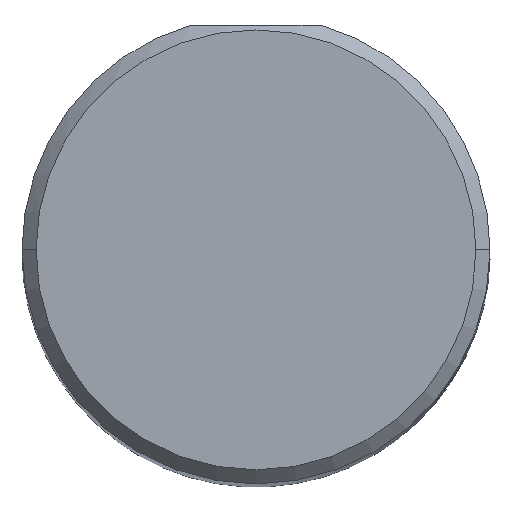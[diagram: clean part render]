
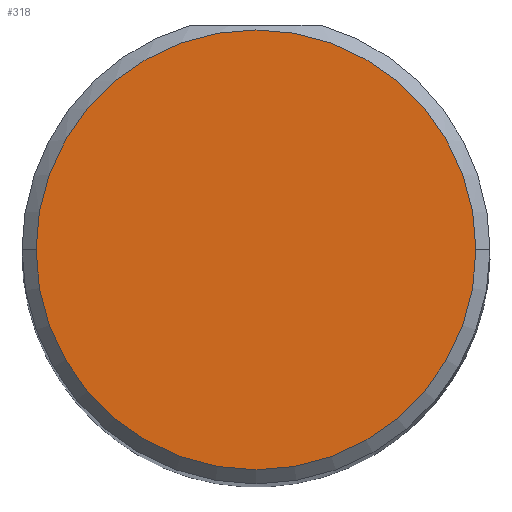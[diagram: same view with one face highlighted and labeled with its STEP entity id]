
A CAD part, top view. The second image highlights one B-rep face of the part: STEP entity #318.
In plain terms, the highlighted planar face has unit normal (0, 0, 1).
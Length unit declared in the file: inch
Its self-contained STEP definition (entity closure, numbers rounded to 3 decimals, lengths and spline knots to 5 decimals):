
#12 = ORIENTED_EDGE ( 'NONE', *, *, #157, .T. ) ;
#35 = CARTESIAN_POINT ( 'NONE',  ( 0.235, 0., 6. ) ) ;
#38 = DIRECTION ( 'NONE',  ( 0., 0., 1. ) ) ;
#47 = ORIENTED_EDGE ( 'NONE', *, *, #98, .T. ) ;
#76 = CIRCLE ( 'NONE', #222, 0.235 ) ;
#83 = FACE_OUTER_BOUND ( 'NONE', #283, .T. ) ;
#85 = DIRECTION ( 'NONE',  ( 1., 0., 0. ) ) ;
#98 = EDGE_CURVE ( 'NONE', #403, #554, #76, .T. ) ;
#113 = DIRECTION ( 'NONE',  ( 0., 0., 1. ) ) ;
#157 = EDGE_CURVE ( 'NONE', #554, #403, #561, .T. ) ;
#222 = AXIS2_PLACEMENT_3D ( 'NONE', #301, #38, #85 ) ;
#237 = CARTESIAN_POINT ( 'NONE',  ( 0., 0., 6. ) ) ;
#260 = CARTESIAN_POINT ( 'NONE',  ( 0., 0., 6. ) ) ;
#283 = EDGE_LOOP ( 'NONE', ( #47, #12 ) ) ;
#285 = DIRECTION ( 'NONE',  ( 1., 0., 0. ) ) ;
#301 = CARTESIAN_POINT ( 'NONE',  ( 0., 0., 6. ) ) ;
#318 = ADVANCED_FACE ( 'NONE', ( #83 ), #423, .T. ) ;
#390 = AXIS2_PLACEMENT_3D ( 'NONE', #237, #113, #285 ) ;
#403 = VERTEX_POINT ( 'NONE', #453 ) ;
#423 = PLANE ( 'NONE',  #390 ) ;
#453 = CARTESIAN_POINT ( 'NONE',  ( -0.235, 0., 6. ) ) ;
#487 = DIRECTION ( 'NONE',  ( 1., 0., 0. ) ) ;
#537 = DIRECTION ( 'NONE',  ( 0., 0., 1. ) ) ;
#554 = VERTEX_POINT ( 'NONE', #35 ) ;
#561 = CIRCLE ( 'NONE', #568, 0.235 ) ;
#568 = AXIS2_PLACEMENT_3D ( 'NONE', #260, #537, #487 ) ;
